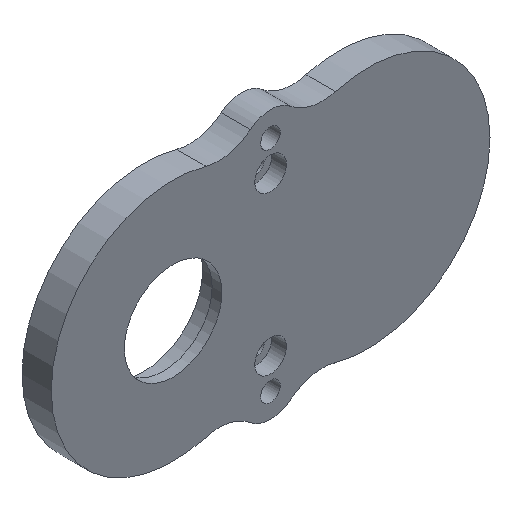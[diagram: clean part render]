
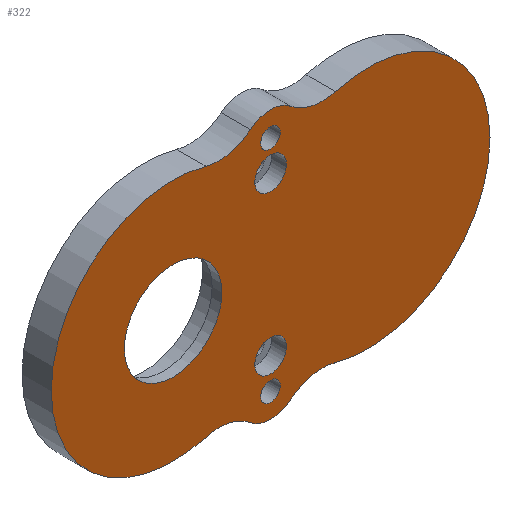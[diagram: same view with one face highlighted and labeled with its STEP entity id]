
A CAD part, isometric view. The second image highlights one B-rep face of the part: STEP entity #322.
In plain terms, the highlighted planar face has unit normal (0, -1, 0).
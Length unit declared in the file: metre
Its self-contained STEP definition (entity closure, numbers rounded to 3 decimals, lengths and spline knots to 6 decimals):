
#12=PLANE('',#366);
#51=ORIENTED_EDGE('',*,*,#131,.T.);
#52=ORIENTED_EDGE('',*,*,#132,.T.);
#53=ORIENTED_EDGE('',*,*,#133,.F.);
#54=ORIENTED_EDGE('',*,*,#134,.F.);
#55=ORIENTED_EDGE('',*,*,#127,.T.);
#56=ORIENTED_EDGE('',*,*,#135,.T.);
#57=ORIENTED_EDGE('',*,*,#117,.T.);
#58=ORIENTED_EDGE('',*,*,#136,.T.);
#59=ORIENTED_EDGE('',*,*,#121,.T.);
#60=ORIENTED_EDGE('',*,*,#137,.T.);
#61=ORIENTED_EDGE('',*,*,#123,.T.);
#62=ORIENTED_EDGE('',*,*,#138,.T.);
#63=ORIENTED_EDGE('',*,*,#139,.F.);
#117=EDGE_CURVE('',#158,#157,#188,.T.);
#121=EDGE_CURVE('',#162,#161,#190,.T.);
#123=EDGE_CURVE('',#163,#164,#191,.T.);
#127=EDGE_CURVE('',#167,#168,#193,.T.);
#131=EDGE_CURVE('',#171,#171,#195,.T.);
#132=EDGE_CURVE('',#172,#172,#196,.T.);
#133=EDGE_CURVE('',#173,#173,#197,.T.);
#134=EDGE_CURVE('',#174,#174,#198,.T.);
#135=EDGE_CURVE('',#168,#158,#199,.F.);
#136=EDGE_CURVE('',#157,#162,#200,.F.);
#137=EDGE_CURVE('',#161,#163,#201,.F.);
#138=EDGE_CURVE('',#164,#167,#202,.F.);
#139=EDGE_CURVE('',#175,#175,#203,.T.);
#157=VERTEX_POINT('',#531);
#158=VERTEX_POINT('',#533);
#161=VERTEX_POINT('',#540);
#162=VERTEX_POINT('',#542);
#163=VERTEX_POINT('',#546);
#164=VERTEX_POINT('',#547);
#167=VERTEX_POINT('',#555);
#168=VERTEX_POINT('',#556);
#171=VERTEX_POINT('',#564);
#172=VERTEX_POINT('',#566);
#173=VERTEX_POINT('',#568);
#174=VERTEX_POINT('',#570);
#175=VERTEX_POINT('',#576);
#188=CIRCLE('',#356,0.025);
#190=CIRCLE('',#359,0.006486);
#191=CIRCLE('',#361,0.025);
#193=CIRCLE('',#364,0.006486);
#195=CIRCLE('',#367,0.00325);
#196=CIRCLE('',#368,0.00325);
#197=CIRCLE('',#369,0.002);
#198=CIRCLE('',#370,0.002);
#199=CIRCLE('',#371,0.01);
#200=CIRCLE('',#372,0.01);
#201=CIRCLE('',#373,0.01);
#202=CIRCLE('',#374,0.01);
#203=CIRCLE('',#375,0.01);
#223=EDGE_LOOP('',(#51));
#224=EDGE_LOOP('',(#52));
#225=EDGE_LOOP('',(#53));
#226=EDGE_LOOP('',(#54));
#227=EDGE_LOOP('',(#55,#56,#57,#58,#59,#60,#61,#62));
#228=EDGE_LOOP('',(#63));
#265=FACE_BOUND('',#223,.T.);
#266=FACE_BOUND('',#224,.T.);
#267=FACE_BOUND('',#225,.T.);
#268=FACE_BOUND('',#226,.T.);
#269=FACE_BOUND('',#227,.T.);
#270=FACE_BOUND('',#228,.T.);
#322=ADVANCED_FACE('',(#265,#266,#267,#268,#269,#270),#12,.T.);
#356=AXIS2_PLACEMENT_3D('',#532,#417,#418);
#359=AXIS2_PLACEMENT_3D('',#541,#425,#426);
#361=AXIS2_PLACEMENT_3D('',#545,#430,#431);
#364=AXIS2_PLACEMENT_3D('',#554,#438,#439);
#366=AXIS2_PLACEMENT_3D('',#562,#444,#445);
#367=AXIS2_PLACEMENT_3D('',#563,#446,#447);
#368=AXIS2_PLACEMENT_3D('',#565,#448,#449);
#369=AXIS2_PLACEMENT_3D('',#567,#450,#451);
#370=AXIS2_PLACEMENT_3D('',#569,#452,#453);
#371=AXIS2_PLACEMENT_3D('',#571,#454,#455);
#372=AXIS2_PLACEMENT_3D('',#572,#456,#457);
#373=AXIS2_PLACEMENT_3D('',#573,#458,#459);
#374=AXIS2_PLACEMENT_3D('',#574,#460,#461);
#375=AXIS2_PLACEMENT_3D('',#575,#462,#463);
#417=DIRECTION('',(0.,-1.,0.));
#418=DIRECTION('',(1.,0.,0.));
#425=DIRECTION('',(0.,-1.,0.));
#426=DIRECTION('',(1.,0.,0.));
#430=DIRECTION('',(0.,-1.,0.));
#431=DIRECTION('',(1.,0.,0.));
#438=DIRECTION('',(0.,-1.,0.));
#439=DIRECTION('',(1.,0.,0.));
#444=DIRECTION('',(0.,-1.,0.));
#445=DIRECTION('',(1.,0.,0.));
#446=DIRECTION('',(0.,1.,0.));
#447=DIRECTION('',(-1.,0.,0.));
#448=DIRECTION('',(0.,1.,0.));
#449=DIRECTION('',(-1.,0.,0.));
#450=DIRECTION('',(0.,-1.,0.));
#451=DIRECTION('',(1.,0.,0.));
#452=DIRECTION('',(0.,-1.,0.));
#453=DIRECTION('',(1.,0.,0.));
#454=DIRECTION('',(0.,-1.,0.));
#455=DIRECTION('',(1.,0.,0.));
#456=DIRECTION('',(0.,-1.,0.));
#457=DIRECTION('',(1.,0.,0.));
#458=DIRECTION('',(0.,-1.,0.));
#459=DIRECTION('',(1.,0.,0.));
#460=DIRECTION('',(0.,-1.,0.));
#461=DIRECTION('',(1.,0.,0.));
#462=DIRECTION('',(0.,-1.,0.));
#463=DIRECTION('',(1.,0.,0.));
#531=CARTESIAN_POINT('',(0.006749,-0.023,-0.024072));
#532=CARTESIAN_POINT('',(0.,-0.023,0.));
#533=CARTESIAN_POINT('',(0.006749,-0.023,0.024072));
#540=CARTESIAN_POINT('',(0.024151,-0.023,-0.026017));
#541=CARTESIAN_POINT('',(0.02,-0.023,-0.021033));
#542=CARTESIAN_POINT('',(0.015849,-0.023,-0.026017));
#545=CARTESIAN_POINT('',(0.04,-0.023,0.));
#546=CARTESIAN_POINT('',(0.033251,-0.023,-0.024072));
#547=CARTESIAN_POINT('',(0.033251,-0.023,0.024072));
#554=CARTESIAN_POINT('',(0.02,-0.023,0.021033));
#555=CARTESIAN_POINT('',(0.024151,-0.023,0.026017));
#556=CARTESIAN_POINT('',(0.015849,-0.023,0.026017));
#562=CARTESIAN_POINT('',(0.02,-0.023,0.));
#563=CARTESIAN_POINT('',(0.02,-0.023,0.016214));
#564=CARTESIAN_POINT('',(0.01675,-0.023,0.016214));
#565=CARTESIAN_POINT('',(0.02,-0.023,-0.016203));
#566=CARTESIAN_POINT('',(0.01675,-0.023,-0.016203));
#567=CARTESIAN_POINT('',(0.019963,-0.023,-0.022524));
#568=CARTESIAN_POINT('',(0.021963,-0.023,-0.022524));
#569=CARTESIAN_POINT('',(0.019963,-0.023,0.022524));
#570=CARTESIAN_POINT('',(0.021963,-0.023,0.022524));
#571=CARTESIAN_POINT('',(0.009448,-0.023,0.033701));
#572=CARTESIAN_POINT('',(0.009448,-0.023,-0.033701));
#573=CARTESIAN_POINT('',(0.030552,-0.023,-0.033701));
#574=CARTESIAN_POINT('',(0.030552,-0.023,0.033701));
#575=CARTESIAN_POINT('',(0.,-0.023,0.));
#576=CARTESIAN_POINT('',(0.01,-0.023,0.));
